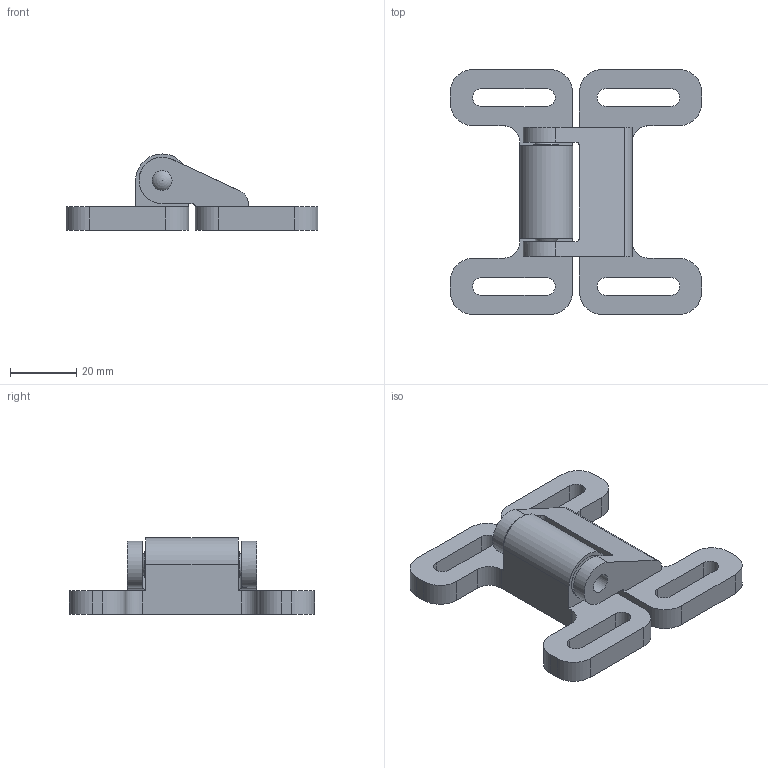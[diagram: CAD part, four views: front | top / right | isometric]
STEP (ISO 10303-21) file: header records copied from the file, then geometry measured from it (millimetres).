
FILE_DESCRIPTION(/* description */ (''),/* implementation_level */ '2;1');
FILE_NAME(/* name */ '1025827.stp',/* time_stamp */ '2024-07-24T10:35:35+02:00',/* author */ ('Bo'),/* organization */ (''),/* preprocessor_version */ 'ST-DEVELOPER v20',/* originating_system */ 'Autodesk Inventor 2025',/* authorisation */ ' ');
FILE_SCHEMA (('AUTOMOTIVE_DESIGN { 1 0 10303 214 3 1 1 }'));
Length unit declared in the file: millimetre
Products named in the file (5): 1025827; 1025827-1; 1025827-2; 1025827-3; 1025827-4
Assembly tree (4 placements, depth 2):
  1025827
    1025827-1
    1025827-2
    1025827-3
    1025827-4
Bounding box: 76 x 74 x 23 mm (x, y, z)
Volume: 30903 mm3; surface area: 18612.2 mm2
Topology: 4 solids, 4 shells, 145 faces, 375 edges, 246 vertices
Faces by surface type: plane 78, cylinder 54, torus 6, cone 4, sphere 3
Full cylindrical faces by diameter (mm): 6 x2, 12.5 x3, 13.6 x2, 13.7 x2
Entity records: 4787 total; most frequent: DIRECTION 810, CARTESIAN_POINT 784, ORIENTED_EDGE 746, EDGE_CURVE 373, AXIS2_PLACEMENT_3D 284, VERTEX_POINT 246, LINE 242, VECTOR 242
